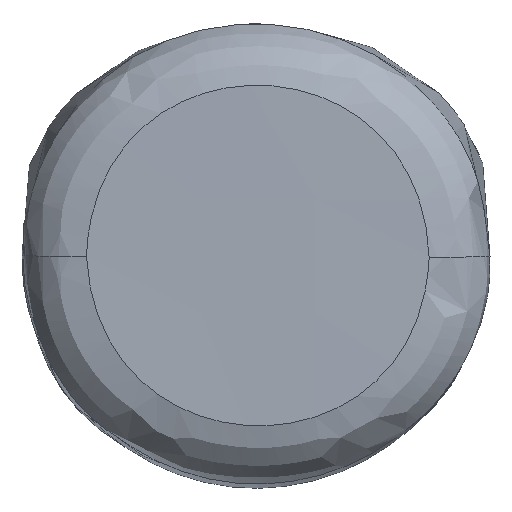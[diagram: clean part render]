
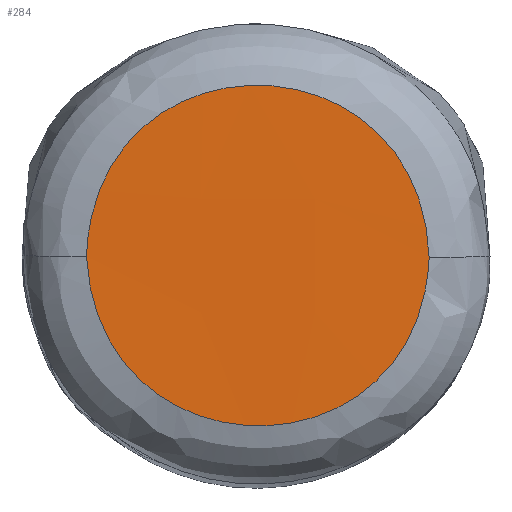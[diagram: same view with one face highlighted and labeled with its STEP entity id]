
A CAD part, top view. The second image highlights one B-rep face of the part: STEP entity #284.
In plain terms, the highlighted free-form (B-spline) face has degree [3, 3] with [4, 4] control points.
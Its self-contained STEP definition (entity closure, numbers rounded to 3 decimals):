
#284 = ADVANCED_FACE('',(#285),#300,.T.);
#285 = FACE_BOUND('',#286,.T.);
#286 = EDGE_LOOP('',(#287,#353));
#287 = ORIENTED_EDGE('',*,*,#288,.T.);
#288 = EDGE_CURVE('',#289,#291,#293,.T.);
#289 = VERTEX_POINT('',#290);
#290 = CARTESIAN_POINT('',(0.475,-0.004,
    0.998));
#291 = VERTEX_POINT('',#292);
#292 = CARTESIAN_POINT('',(-0.468,-0.002,
    1.001));
#293 = SURFACE_CURVE('',#294,(#299,#324),.PCURVE_S1.);
#294 = B_SPLINE_CURVE_WITH_KNOTS('',3,(#295,#296,#297,#298),
  .UNSPECIFIED.,.F.,.F.,(4,4),(0.,1.),.PIECEWISE_BEZIER_KNOTS.);
#295 = CARTESIAN_POINT('',(0.475,-0.004,
    0.998));
#296 = CARTESIAN_POINT('',(0.452,0.623,1.001)
  );
#297 = CARTESIAN_POINT('',(-0.444,0.629,1.001
    ));
#298 = CARTESIAN_POINT('',(-0.468,-0.002,
    1.001));
#299 = PCURVE('',#300,#317);
#300 = B_SPLINE_SURFACE_WITH_KNOTS('',3,3,(
    (#301,#302,#303,#304)
    ,(#305,#306,#307,#308)
    ,(#309,#310,#311,#312)
    ,(#313,#314,#315,#316
    )),.UNSPECIFIED.,.F.,.F.,.F.,(4,4),(4,4),(0.,1.),(0.,1.),
  .PIECEWISE_BEZIER_KNOTS.);
#301 = CARTESIAN_POINT('',(-0.497,-0.493,
    1.));
#302 = CARTESIAN_POINT('',(-0.498,-0.16,
    1.002));
#303 = CARTESIAN_POINT('',(-0.496,0.166,1.002
    ));
#304 = CARTESIAN_POINT('',(-0.495,0.496,1.002
    ));
#305 = CARTESIAN_POINT('',(-0.171,-0.492,
    0.997));
#306 = CARTESIAN_POINT('',(-0.166,-0.167,1.005
    ));
#307 = CARTESIAN_POINT('',(-0.164,0.169,0.998
    ));
#308 = CARTESIAN_POINT('',(-0.169,0.497,1.001)
  );
#309 = CARTESIAN_POINT('',(0.163,-0.491,1.001
    ));
#310 = CARTESIAN_POINT('',(0.162,-0.166,1.002
    ));
#311 = CARTESIAN_POINT('',(0.163,0.166,1.005)
  );
#312 = CARTESIAN_POINT('',(0.164,0.497,1.)
  );
#313 = CARTESIAN_POINT('',(0.495,-0.496,0.995
    ));
#314 = CARTESIAN_POINT('',(0.493,-0.161,1.001
    ));
#315 = CARTESIAN_POINT('',(0.492,0.166,1.)
  );
#316 = CARTESIAN_POINT('',(0.49,0.498,0.999)
  );
#317 = DEFINITIONAL_REPRESENTATION('',(#318),#323);
#318 = B_SPLINE_CURVE_WITH_KNOTS('',3,(#319,#320,#321,#322),
  .UNSPECIFIED.,.F.,.F.,(4,4),(0.,1.),.PIECEWISE_BEZIER_KNOTS.);
#319 = CARTESIAN_POINT('',(0.982,0.494));
#320 = CARTESIAN_POINT('',(0.961,1.127));
#321 = CARTESIAN_POINT('',(0.052,1.135));
#322 = CARTESIAN_POINT('',(0.03,0.495));
#323 = ( GEOMETRIC_REPRESENTATION_CONTEXT(2) 
PARAMETRIC_REPRESENTATION_CONTEXT() REPRESENTATION_CONTEXT('2D SPACE',''
  ) );
#324 = PCURVE('',#325,#342);
#325 = B_SPLINE_SURFACE_WITH_KNOTS('',3,3,(
    (#326,#327,#328,#329)
    ,(#330,#331,#332,#333)
    ,(#334,#335,#336,#337)
    ,(#338,#339,#340,#341
    )),.UNSPECIFIED.,.F.,.F.,.F.,(4,4),(4,4),(0.,1.),(0.,1.),
  .PIECEWISE_BEZIER_KNOTS.);
#326 = CARTESIAN_POINT('',(-0.494,-0.008,
    0.997));
#327 = CARTESIAN_POINT('',(-0.574,-0.003,
    0.991));
#328 = CARTESIAN_POINT('',(-0.653,-0.007,
    0.922));
#329 = CARTESIAN_POINT('',(-0.65,-0.006,
    0.835));
#330 = CARTESIAN_POINT('',(-0.494,0.623,0.996
    ));
#331 = CARTESIAN_POINT('',(-0.592,0.734,0.998
    ));
#332 = CARTESIAN_POINT('',(-0.66,0.824,0.914)
  );
#333 = CARTESIAN_POINT('',(-0.654,0.831,0.827
    ));
#334 = CARTESIAN_POINT('',(0.494,0.632,0.991)
  );
#335 = CARTESIAN_POINT('',(0.584,0.742,0.997)
  );
#336 = CARTESIAN_POINT('',(0.666,0.849,0.914)
  );
#337 = CARTESIAN_POINT('',(0.656,0.834,0.829)
  );
#338 = CARTESIAN_POINT('',(0.487,-0.004,
    0.995));
#339 = CARTESIAN_POINT('',(0.586,0.002,
    0.993));
#340 = CARTESIAN_POINT('',(0.648,-0.002,
    0.916));
#341 = CARTESIAN_POINT('',(0.658,0.001,
    0.824));
#342 = DEFINITIONAL_REPRESENTATION('',(#343),#352);
#343 = B_SPLINE_CURVE_WITH_KNOTS('',7,(#344,#345,#346,#347,#348,#349,
    #350,#351),.UNSPECIFIED.,.F.,.F.,(8,8),(0.,1.),
  .PIECEWISE_BEZIER_KNOTS.);
#344 = CARTESIAN_POINT('',(1.,-0.009));
#345 = CARTESIAN_POINT('',(0.858,-0.091));
#346 = CARTESIAN_POINT('',(0.689,0.12));
#347 = CARTESIAN_POINT('',(0.578,-0.163));
#348 = CARTESIAN_POINT('',(0.418,0.138));
#349 = CARTESIAN_POINT('',(0.333,-0.068));
#350 = CARTESIAN_POINT('',(0.15,-0.021));
#351 = CARTESIAN_POINT('',(0.004,-0.022));
#352 = ( GEOMETRIC_REPRESENTATION_CONTEXT(2) 
PARAMETRIC_REPRESENTATION_CONTEXT() REPRESENTATION_CONTEXT('2D SPACE',''
  ) );
#353 = ORIENTED_EDGE('',*,*,#354,.T.);
#354 = EDGE_CURVE('',#291,#289,#355,.T.);
#355 = SURFACE_CURVE('',#356,(#361,#370),.PCURVE_S1.);
#356 = B_SPLINE_CURVE_WITH_KNOTS('',3,(#357,#358,#359,#360),
  .UNSPECIFIED.,.F.,.F.,(4,4),(0.,1.),.PIECEWISE_BEZIER_KNOTS.);
#357 = CARTESIAN_POINT('',(-0.468,-0.002,
    1.001));
#358 = CARTESIAN_POINT('',(-0.434,-0.621,
    1.007));
#359 = CARTESIAN_POINT('',(0.447,-0.623,0.996
    ));
#360 = CARTESIAN_POINT('',(0.475,-0.004,
    0.998));
#361 = PCURVE('',#300,#362);
#362 = DEFINITIONAL_REPRESENTATION('',(#363),#369);
#363 = B_SPLINE_CURVE_WITH_KNOTS('',4,(#364,#365,#366,#367,#368),
  .UNSPECIFIED.,.F.,.F.,(5,5),(0.,1.),.PIECEWISE_BEZIER_KNOTS.);
#364 = CARTESIAN_POINT('',(0.03,0.495));
#365 = CARTESIAN_POINT('',(0.057,0.025));
#366 = CARTESIAN_POINT('',(0.511,-0.129));
#367 = CARTESIAN_POINT('',(0.96,0.025));
#368 = CARTESIAN_POINT('',(0.982,0.494));
#369 = ( GEOMETRIC_REPRESENTATION_CONTEXT(2) 
PARAMETRIC_REPRESENTATION_CONTEXT() REPRESENTATION_CONTEXT('2D SPACE',''
  ) );
#370 = PCURVE('',#371,#388);
#371 = B_SPLINE_SURFACE_WITH_KNOTS('',3,3,(
    (#372,#373,#374,#375)
    ,(#376,#377,#378,#379)
    ,(#380,#381,#382,#383)
    ,(#384,#385,#386,#387
    )),.UNSPECIFIED.,.F.,.F.,.F.,(4,4),(4,4),(0.,1.),(0.,1.),
  .PIECEWISE_BEZIER_KNOTS.);
#372 = CARTESIAN_POINT('',(0.487,0.01,
    0.994));
#373 = CARTESIAN_POINT('',(0.576,0.,
    0.984));
#374 = CARTESIAN_POINT('',(0.651,0.002,
    0.92));
#375 = CARTESIAN_POINT('',(0.661,0.001,
    0.817));
#376 = CARTESIAN_POINT('',(0.485,-0.603,1.001)
  );
#377 = CARTESIAN_POINT('',(0.569,-0.716,1.013)
  );
#378 = CARTESIAN_POINT('',(0.662,-0.821,0.92
    ));
#379 = CARTESIAN_POINT('',(0.65,-0.813,0.839)
  );
#380 = CARTESIAN_POINT('',(-0.492,-0.617,
    1.002));
#381 = CARTESIAN_POINT('',(-0.571,-0.738,
    0.997));
#382 = CARTESIAN_POINT('',(-0.657,-0.84,
    0.926));
#383 = CARTESIAN_POINT('',(-0.634,-0.835,0.838
    ));
#384 = CARTESIAN_POINT('',(-0.489,0.001,
    0.998));
#385 = CARTESIAN_POINT('',(-0.577,-0.01,
    0.996));
#386 = CARTESIAN_POINT('',(-0.646,-0.001,
    0.921));
#387 = CARTESIAN_POINT('',(-0.642,-0.01,
    0.83));
#388 = DEFINITIONAL_REPRESENTATION('',(#389),#400);
#389 = B_SPLINE_CURVE_WITH_KNOTS('',9,(#390,#391,#392,#393,#394,#395,
    #396,#397,#398,#399),.UNSPECIFIED.,.F.,.F.,(10,10),(0.,1.),
  .PIECEWISE_BEZIER_KNOTS.);
#390 = CARTESIAN_POINT('',(0.998,-0.022));
#391 = CARTESIAN_POINT('',(0.885,-0.027));
#392 = CARTESIAN_POINT('',(0.744,-0.027));
#393 = CARTESIAN_POINT('',(0.65,0.109));
#394 = CARTESIAN_POINT('',(0.529,-0.445));
#395 = CARTESIAN_POINT('',(0.456,0.815));
#396 = CARTESIAN_POINT('',(0.339,-0.459));
#397 = CARTESIAN_POINT('',(0.25,0.175));
#398 = CARTESIAN_POINT('',(0.124,-0.048));
#399 = CARTESIAN_POINT('',(0.008,-0.024));
#400 = ( GEOMETRIC_REPRESENTATION_CONTEXT(2) 
PARAMETRIC_REPRESENTATION_CONTEXT() REPRESENTATION_CONTEXT('2D SPACE',''
  ) );
